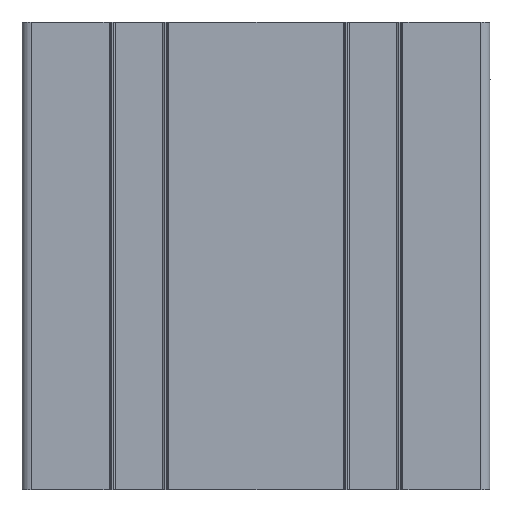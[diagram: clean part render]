
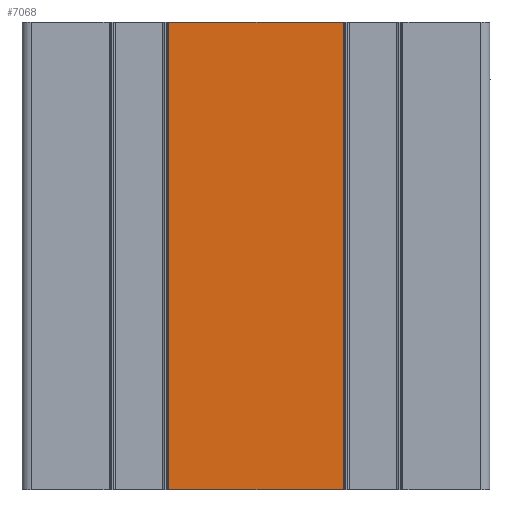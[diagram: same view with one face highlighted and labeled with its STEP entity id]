
A CAD part, front view. The second image highlights one B-rep face of the part: STEP entity #7068.
In plain terms, the highlighted planar face has unit normal (0, -1, 0).
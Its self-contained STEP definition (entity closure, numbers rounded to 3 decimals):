
#577 = EDGE_CURVE ( 'NONE', #14436, #21378, #18532, .T. ) ;
#1665 = DIRECTION ( 'NONE',  ( 1., 0., 0. ) ) ;
#2097 = ORIENTED_EDGE ( 'NONE', *, *, #16511, .F. ) ;
#2374 = EDGE_LOOP ( 'NONE', ( #21359, #14799, #2097, #19181 ) ) ;
#2524 = VECTOR ( 'NONE', #20433, 1000. ) ;
#7068 = ADVANCED_FACE ( 'NONE', ( #11013 ), #20778, .F. ) ;
#7124 = DIRECTION ( 'NONE',  ( 0., 0., 1. ) ) ;
#8825 = LINE ( 'NONE', #25589, #22855 ) ;
#9205 = CARTESIAN_POINT ( 'NONE',  ( 7252.248, 993.251, 100. ) ) ;
#9428 = EDGE_CURVE ( 'NONE', #9468, #25345, #8825, .T. ) ;
#9468 = VERTEX_POINT ( 'NONE', #11875 ) ;
#10548 = VECTOR ( 'NONE', #7124, 1000. ) ;
#11013 = FACE_OUTER_BOUND ( 'NONE', #2374, .T. ) ;
#11082 = CARTESIAN_POINT ( 'NONE',  ( 7215.051, 993.251, 100. ) ) ;
#11860 = VECTOR ( 'NONE', #21184, 1000. ) ;
#11875 = CARTESIAN_POINT ( 'NONE',  ( 7215.051, 993.251, 0. ) ) ;
#13852 = CARTESIAN_POINT ( 'NONE',  ( 7252.248, 993.251, 0. ) ) ;
#14436 = VERTEX_POINT ( 'NONE', #23957 ) ;
#14799 = ORIENTED_EDGE ( 'NONE', *, *, #577, .F. ) ;
#15860 = LINE ( 'NONE', #11082, #10548 ) ;
#16511 = EDGE_CURVE ( 'NONE', #9468, #14436, #15860, .T. ) ;
#17177 = LINE ( 'NONE', #9205, #11860 ) ;
#18532 = LINE ( 'NONE', #20464, #2524 ) ;
#19181 = ORIENTED_EDGE ( 'NONE', *, *, #9428, .T. ) ;
#20433 = DIRECTION ( 'NONE',  ( 1., 0., 0. ) ) ;
#20464 = CARTESIAN_POINT ( 'NONE',  ( 7279.149, 993.251, 100. ) ) ;
#20669 = DIRECTION ( 'NONE',  ( 0., 0., 1. ) ) ;
#20719 = DIRECTION ( 'NONE',  ( 0., 1., 0. ) ) ;
#20778 = PLANE ( 'NONE',  #22479 ) ;
#20861 = CARTESIAN_POINT ( 'NONE',  ( 7215.051, 993.251, 100. ) ) ;
#21093 = CARTESIAN_POINT ( 'NONE',  ( 7252.248, 993.251, 100. ) ) ;
#21184 = DIRECTION ( 'NONE',  ( 0., 0., -1. ) ) ;
#21359 = ORIENTED_EDGE ( 'NONE', *, *, #21418, .F. ) ;
#21378 = VERTEX_POINT ( 'NONE', #21093 ) ;
#21418 = EDGE_CURVE ( 'NONE', #21378, #25345, #17177, .T. ) ;
#22479 = AXIS2_PLACEMENT_3D ( 'NONE', #20861, #20719, #20669 ) ;
#22855 = VECTOR ( 'NONE', #1665, 1000. ) ;
#23957 = CARTESIAN_POINT ( 'NONE',  ( 7215.051, 993.251, 100. ) ) ;
#25345 = VERTEX_POINT ( 'NONE', #13852 ) ;
#25589 = CARTESIAN_POINT ( 'NONE',  ( 7215.051, 993.251, 0. ) ) ;
